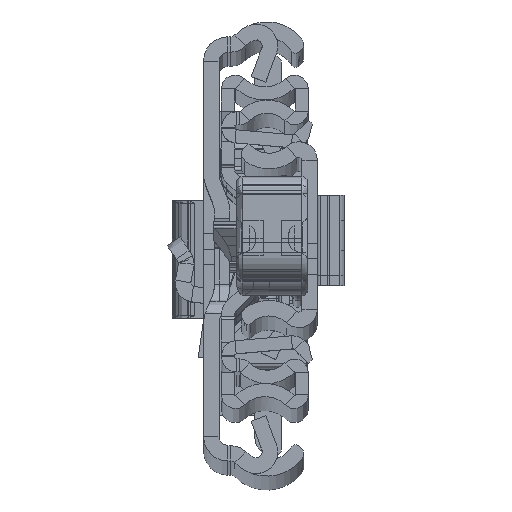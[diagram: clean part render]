
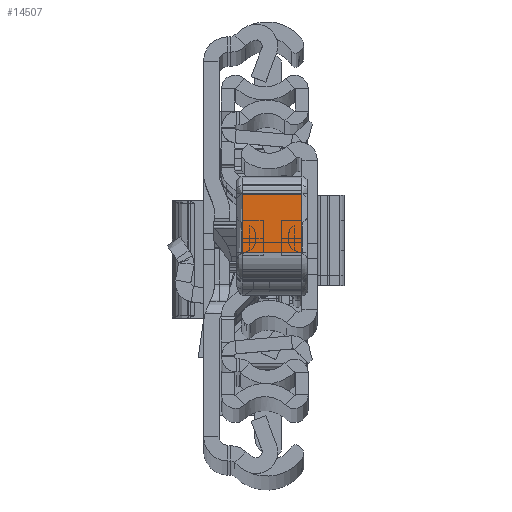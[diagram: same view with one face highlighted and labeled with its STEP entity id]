
A CAD part, top view. The second image highlights one B-rep face of the part: STEP entity #14507.
In plain terms, the highlighted face is planar.
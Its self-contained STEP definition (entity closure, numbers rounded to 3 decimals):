
#1150 = CARTESIAN_POINT ( 'NONE',  ( 39.818, -2.465, 0. ) ) ;
#1551 = CARTESIAN_POINT ( 'NONE',  ( 39.55, -12.274, 0. ) ) ;
#1888 = DIRECTION ( 'NONE',  ( 0.027, 1., 0. ) ) ;
#4036 = DIRECTION ( 'NONE',  ( 0., 0., -1. ) ) ;
#4450 = CARTESIAN_POINT ( 'NONE',  ( 39.55, -12.274, -10. ) ) ;
#4604 = CARTESIAN_POINT ( 'NONE',  ( 39.55, -12.274, 0. ) ) ;
#4744 = VECTOR ( 'NONE', #31859, 1000. ) ;
#4977 = LINE ( 'NONE', #4604, #21422 ) ;
#6102 = DIRECTION ( 'NONE',  ( -0.027, -1., 0. ) ) ;
#6761 = VECTOR ( 'NONE', #27868, 1000. ) ;
#8764 = VERTEX_POINT ( 'NONE', #13667 ) ;
#9656 = VERTEX_POINT ( 'NONE', #22982 ) ;
#10204 = AXIS2_PLACEMENT_3D ( 'NONE', #24842, #30411, #6102 ) ;
#11265 = VECTOR ( 'NONE', #4036, 1000. ) ;
#13667 = CARTESIAN_POINT ( 'NONE',  ( 39.818, -2.465, -10. ) ) ;
#14507 = ADVANCED_FACE ( 'NONE', ( #32573 ), #18677, .F. ) ;
#15108 = EDGE_CURVE ( 'NONE', #9656, #20868, #25928, .T. ) ;
#16703 = ORIENTED_EDGE ( 'NONE', *, *, #15108, .F. ) ;
#17819 = ORIENTED_EDGE ( 'NONE', *, *, #23466, .F. ) ;
#18677 = PLANE ( 'NONE',  #10204 ) ;
#19757 = EDGE_LOOP ( 'NONE', ( #16703, #24924, #17819, #28315 ) ) ;
#20868 = VERTEX_POINT ( 'NONE', #1551 ) ;
#21422 = VECTOR ( 'NONE', #1888, 1000. ) ;
#22982 = CARTESIAN_POINT ( 'NONE',  ( 39.55, -12.274, -10. ) ) ;
#23466 = EDGE_CURVE ( 'NONE', #30853, #8764, #33200, .T. ) ;
#24842 = CARTESIAN_POINT ( 'NONE',  ( 39.55, -12.274, -11. ) ) ;
#24924 = ORIENTED_EDGE ( 'NONE', *, *, #35847, .F. ) ;
#24989 = LINE ( 'NONE', #4450, #6761 ) ;
#25928 = LINE ( 'NONE', #29557, #4744 ) ;
#27868 = DIRECTION ( 'NONE',  ( -0.027, -1., 0. ) ) ;
#28315 = ORIENTED_EDGE ( 'NONE', *, *, #37162, .F. ) ;
#29557 = CARTESIAN_POINT ( 'NONE',  ( 39.55, -12.274, -11. ) ) ;
#30328 = CARTESIAN_POINT ( 'NONE',  ( 39.818, -2.465, -11. ) ) ;
#30411 = DIRECTION ( 'NONE',  ( -1., 0.027, 0. ) ) ;
#30853 = VERTEX_POINT ( 'NONE', #1150 ) ;
#31859 = DIRECTION ( 'NONE',  ( 0., 0., 1. ) ) ;
#32573 = FACE_OUTER_BOUND ( 'NONE', #19757, .T. ) ;
#33200 = LINE ( 'NONE', #30328, #11265 ) ;
#35847 = EDGE_CURVE ( 'NONE', #8764, #9656, #24989, .T. ) ;
#37162 = EDGE_CURVE ( 'NONE', #20868, #30853, #4977, .T. ) ;
